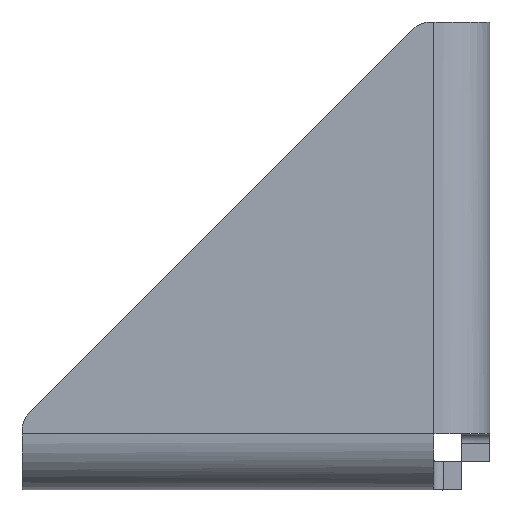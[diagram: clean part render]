
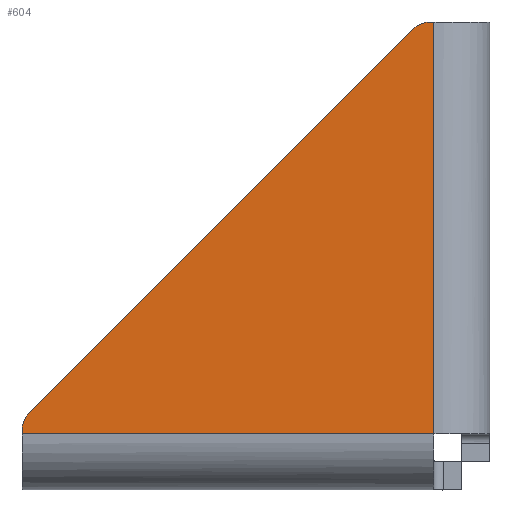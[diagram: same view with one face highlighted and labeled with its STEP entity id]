
A CAD part, left-side view. The second image highlights one B-rep face of the part: STEP entity #604.
In plain terms, the highlighted planar face has unit normal (-1, 0, 0).
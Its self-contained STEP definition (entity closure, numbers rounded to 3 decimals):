
#28=CIRCLE('',#632,6.);
#30=CIRCLE('',#637,6.);
#98=FACE_OUTER_BOUND('',#141,.T.);
#141=EDGE_LOOP('',(#539,#540,#541,#542,#543,#544,#545));
#151=LINE('',#887,#206);
#158=LINE('',#906,#213);
#192=LINE('',#1043,#247);
#194=LINE('',#1054,#249);
#197=LINE('',#1064,#252);
#206=VECTOR('',#708,10.);
#213=VECTOR('',#725,10.);
#247=VECTOR('',#823,10.);
#249=VECTOR('',#843,10.);
#252=VECTOR('',#860,10.);
#259=VERTEX_POINT('',#877);
#260=VERTEX_POINT('',#879);
#262=VERTEX_POINT('',#885);
#267=VERTEX_POINT('',#899);
#268=VERTEX_POINT('',#901);
#269=VERTEX_POINT('',#905);
#300=VERTEX_POINT('',#1031);
#307=EDGE_CURVE('',#259,#260,#28,.T.);
#311=EDGE_CURVE('',#262,#259,#151,.T.);
#318=EDGE_CURVE('',#267,#268,#30,.T.);
#320=EDGE_CURVE('',#268,#269,#158,.T.);
#373=EDGE_CURVE('',#300,#269,#192,.T.);
#378=EDGE_CURVE('',#262,#300,#194,.T.);
#383=EDGE_CURVE('',#260,#267,#197,.T.);
#539=ORIENTED_EDGE('',*,*,#307,.F.);
#540=ORIENTED_EDGE('',*,*,#311,.F.);
#541=ORIENTED_EDGE('',*,*,#378,.T.);
#542=ORIENTED_EDGE('',*,*,#373,.T.);
#543=ORIENTED_EDGE('',*,*,#320,.F.);
#544=ORIENTED_EDGE('',*,*,#318,.F.);
#545=ORIENTED_EDGE('',*,*,#383,.F.);
#569=PLANE('',#686);
#604=ADVANCED_FACE('',(#98),#569,.F.);
#632=AXIS2_PLACEMENT_3D('',#880,#701,#702);
#637=AXIS2_PLACEMENT_3D('',#902,#720,#721);
#686=AXIS2_PLACEMENT_3D('',#1063,#858,#859);
#701=DIRECTION('center_axis',(1.,0.,0.));
#702=DIRECTION('ref_axis',(0.,0.924,0.383));
#708=DIRECTION('',(0.,0.,1.));
#720=DIRECTION('center_axis',(1.,0.,0.));
#721=DIRECTION('ref_axis',(0.,0.383,0.924));
#725=DIRECTION('',(0.,-1.,0.));
#823=DIRECTION('',(0.,0.,1.));
#843=DIRECTION('',(0.,-1.,0.));
#858=DIRECTION('center_axis',(1.,0.,0.));
#859=DIRECTION('ref_axis',(0.,0.,-1.));
#860=DIRECTION('',(0.,-0.707,0.707));
#877=CARTESIAN_POINT('',(0.,100.,12.515));
#879=CARTESIAN_POINT('',(0.,98.243,16.757));
#880=CARTESIAN_POINT('Origin',(0.,94.,12.515));
#885=CARTESIAN_POINT('',(0.,100.,12.));
#887=CARTESIAN_POINT('',(0.,100.,0.));
#899=CARTESIAN_POINT('',(0.,16.757,98.243));
#901=CARTESIAN_POINT('',(0.,12.515,100.));
#902=CARTESIAN_POINT('Origin',(0.,12.515,94.));
#905=CARTESIAN_POINT('',(0.,12.,100.));
#906=CARTESIAN_POINT('',(0.,15.,100.));
#1031=CARTESIAN_POINT('',(0.,12.,12.));
#1043=CARTESIAN_POINT('',(0.,12.,25.309));
#1054=CARTESIAN_POINT('',(0.,69.309,12.));
#1063=CARTESIAN_POINT('Origin',(0.,38.618,38.618));
#1064=CARTESIAN_POINT('',(0.,100.,15.));
